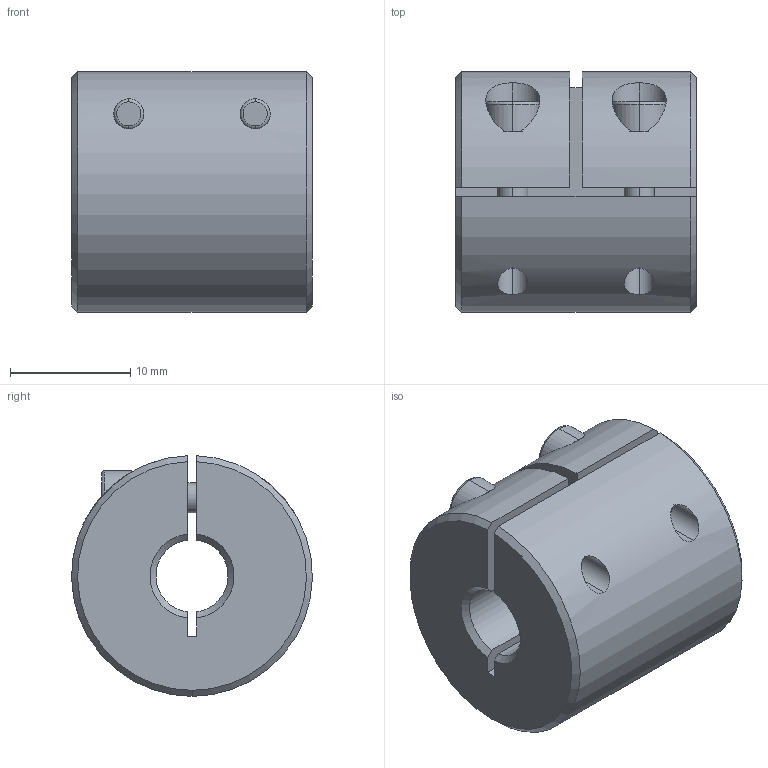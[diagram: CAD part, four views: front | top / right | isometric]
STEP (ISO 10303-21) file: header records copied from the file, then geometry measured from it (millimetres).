
FILE_DESCRIPTION (( 'STEP AP203' ), '1' );
FILE_NAME ('CL13-20_CLAMP.step', '2011-08-10T07:40:05', ( '' ), ( '' ), 'SwSTEP 2.0', 'SolidWorks 2010', '' );
FILE_SCHEMA (( 'CONFIG_CONTROL_DESIGN' ));
Length unit declared in the file: millimetre
Products named in the file (1): CL13-20_CLAMP
Bounding box: 20 x 20 x 19.99 mm (x, y, z)
Volume: 5422.8 mm3; surface area: 3173.4 mm2
Topology: 3 solids, 3 shells, 72 faces, 172 edges, 112 vertices
Faces by surface type: plane 33, cylinder 24, torus 8, cone 7
Entity records: 2367 total; most frequent: CARTESIAN_POINT 577, DIRECTION 364, ORIENTED_EDGE 344, EDGE_CURVE 172, AXIS2_PLACEMENT_3D 139, VERTEX_POINT 112, EDGE_LOOP 86, VECTOR 86
